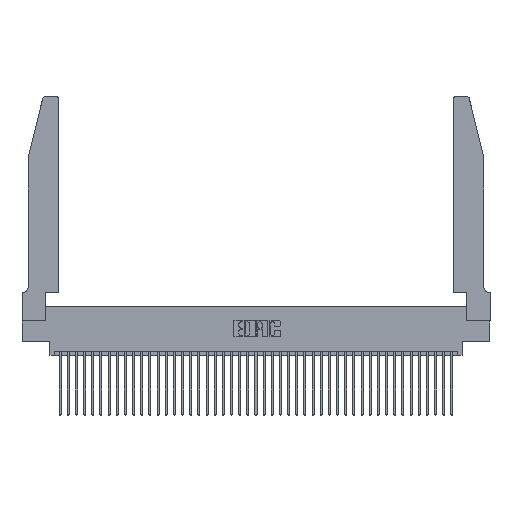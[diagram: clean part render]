
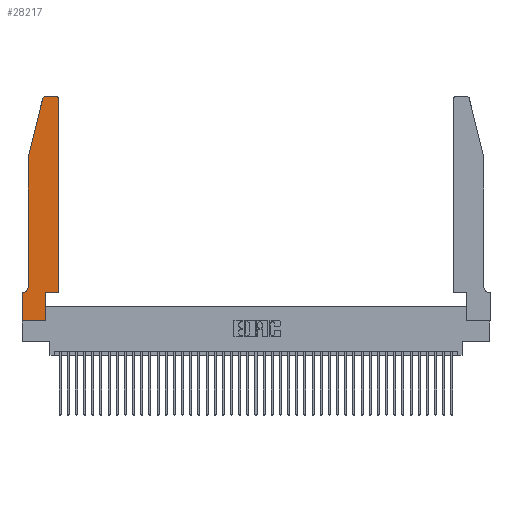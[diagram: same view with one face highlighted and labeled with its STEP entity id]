
A CAD part, top view. The second image highlights one B-rep face of the part: STEP entity #28217.
In plain terms, the highlighted planar face has unit normal (0, 0, 1).
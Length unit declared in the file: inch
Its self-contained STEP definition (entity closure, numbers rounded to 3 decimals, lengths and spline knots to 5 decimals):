
#20 = CARTESIAN_POINT ( 'NONE',  ( 0.284, 2.75, 0.37 ) ) ;
#454 = EDGE_CURVE ( 'NONE', #29812, #25353, #32289, .T. ) ;
#1022 = VERTEX_POINT ( 'NONE', #7421 ) ;
#1862 = VERTEX_POINT ( 'NONE', #12265 ) ;
#2195 = ORIENTED_EDGE ( 'NONE', *, *, #22700, .T. ) ;
#2714 = CARTESIAN_POINT ( 'NONE',  ( 0., 0., 0.37 ) ) ;
#3234 = CARTESIAN_POINT ( 'NONE',  ( 0.284, 2.72, 0.37 ) ) ;
#3988 = LINE ( 'NONE', #11385, #28111 ) ;
#5114 = EDGE_CURVE ( 'NONE', #22543, #19763, #27821, .T. ) ;
#5136 = VECTOR ( 'NONE', #40416, 39.37008 ) ;
#5187 = CARTESIAN_POINT ( 'NONE',  ( 0.0755, 0.42, 0.37 ) ) ;
#6167 = DIRECTION ( 'NONE',  ( 1., 0., 0. ) ) ;
#6458 = EDGE_CURVE ( 'NONE', #1022, #29477, #17898, .T. ) ;
#6531 = DIRECTION ( 'NONE',  ( 1., 0., 0. ) ) ;
#7001 = VECTOR ( 'NONE', #12910, 39.37008 ) ;
#7196 = VECTOR ( 'NONE', #25649, 39.37008 ) ;
#7421 = CARTESIAN_POINT ( 'NONE',  ( 0., 0., 0.37 ) ) ;
#7426 = DIRECTION ( 'NONE',  ( 0., 0., -1. ) ) ;
#7516 = DIRECTION ( 'NONE',  ( 0., 1., 0. ) ) ;
#8342 = EDGE_CURVE ( 'NONE', #30514, #1862, #32099, .T. ) ;
#9418 = CARTESIAN_POINT ( 'NONE',  ( 0.4205, 2.75, 0.37 ) ) ;
#9657 = CARTESIAN_POINT ( 'NONE',  ( 0.0755, 0.35, 0.37 ) ) ;
#9983 = VERTEX_POINT ( 'NONE', #37843 ) ;
#11385 = CARTESIAN_POINT ( 'NONE',  ( 0.0755, 2., 0.37 ) ) ;
#12265 = CARTESIAN_POINT ( 'NONE',  ( 0.4505, 0.35, 0.37 ) ) ;
#12910 = DIRECTION ( 'NONE',  ( -1., 0., 0. ) ) ;
#13285 = EDGE_CURVE ( 'NONE', #25353, #36761, #18637, .T. ) ;
#13517 = DIRECTION ( 'NONE',  ( 0., 0., 1. ) ) ;
#14181 = VECTOR ( 'NONE', #26943, 39.37008 ) ;
#14796 = VERTEX_POINT ( 'NONE', #21318 ) ;
#15868 = EDGE_CURVE ( 'NONE', #14796, #29812, #29818, .T. ) ;
#15884 = CARTESIAN_POINT ( 'NONE',  ( 0., 0.35, 0.37 ) ) ;
#16147 = ORIENTED_EDGE ( 'NONE', *, *, #15868, .T. ) ;
#16178 = LINE ( 'NONE', #40169, #24935 ) ;
#16881 = VECTOR ( 'NONE', #20165, 39.37008 ) ;
#16918 = LINE ( 'NONE', #2714, #7196 ) ;
#17853 = AXIS2_PLACEMENT_3D ( 'NONE', #15884, #25801, #6167 ) ;
#17898 = LINE ( 'NONE', #20467, #16881 ) ;
#18637 = CIRCLE ( 'NONE', #39611, 0.03 ) ;
#18982 = ORIENTED_EDGE ( 'NONE', *, *, #454, .T. ) ;
#19763 = VERTEX_POINT ( 'NONE', #37330 ) ;
#20165 = DIRECTION ( 'NONE',  ( 1., 0., 0. ) ) ;
#20378 = CARTESIAN_POINT ( 'NONE',  ( 0.2865, 0., 0.37 ) ) ;
#20467 = CARTESIAN_POINT ( 'NONE',  ( 0., 0., 0.37 ) ) ;
#21318 = CARTESIAN_POINT ( 'NONE',  ( 0.4505, 2.72, 0.37 ) ) ;
#21531 = ORIENTED_EDGE ( 'NONE', *, *, #6458, .T. ) ;
#21961 = VERTEX_POINT ( 'NONE', #35299 ) ;
#22473 = PLANE ( 'NONE',  #17853 ) ;
#22543 = VERTEX_POINT ( 'NONE', #5187 ) ;
#22700 = EDGE_CURVE ( 'NONE', #9983, #1022, #16918, .T. ) ;
#22898 = VECTOR ( 'NONE', #31018, 39.37008 ) ;
#23650 = CARTESIAN_POINT ( 'NONE',  ( 0.2865, 0.35, 0.37 ) ) ;
#23896 = FACE_OUTER_BOUND ( 'NONE', #37009, .T. ) ;
#23934 = LINE ( 'NONE', #23650, #14181 ) ;
#23964 = LINE ( 'NONE', #27749, #22898 ) ;
#24935 = VECTOR ( 'NONE', #7516, 39.37008 ) ;
#24980 = EDGE_CURVE ( 'NONE', #21961, #22543, #3988, .T. ) ;
#25117 = AXIS2_PLACEMENT_3D ( 'NONE', #33171, #13517, #36447 ) ;
#25353 = VERTEX_POINT ( 'NONE', #20 ) ;
#25649 = DIRECTION ( 'NONE',  ( 0., -1., 0. ) ) ;
#25801 = DIRECTION ( 'NONE',  ( 0., 0., 1. ) ) ;
#26179 = DIRECTION ( 'NONE',  ( 0., 0., 1. ) ) ;
#26943 = DIRECTION ( 'NONE',  ( 0., 1., 0. ) ) ;
#27064 = CARTESIAN_POINT ( 'NONE',  ( 0.0055, 0.42, 0.37 ) ) ;
#27733 = DIRECTION ( 'NONE',  ( 0., -1., 0. ) ) ;
#27749 = CARTESIAN_POINT ( 'NONE',  ( 0.0755, 2., 0.37 ) ) ;
#27821 = CIRCLE ( 'NONE', #35136, 0.07 ) ;
#28111 = VECTOR ( 'NONE', #27733, 39.37008 ) ;
#28217 = ADVANCED_FACE ( 'NONE', ( #23896 ), #22473, .T. ) ;
#28576 = ORIENTED_EDGE ( 'NONE', *, *, #13285, .T. ) ;
#29477 = VERTEX_POINT ( 'NONE', #20378 ) ;
#29812 = VERTEX_POINT ( 'NONE', #9418 ) ;
#29818 = CIRCLE ( 'NONE', #25117, 0.03 ) ;
#29892 = ORIENTED_EDGE ( 'NONE', *, *, #24980, .T. ) ;
#30343 = DIRECTION ( 'NONE',  ( -1., 0., 0. ) ) ;
#30514 = VERTEX_POINT ( 'NONE', #35704 ) ;
#31018 = DIRECTION ( 'NONE',  ( -0.239, -0.971, 0. ) ) ;
#31083 = VECTOR ( 'NONE', #36101, 39.37008 ) ;
#31145 = ORIENTED_EDGE ( 'NONE', *, *, #35013, .T. ) ;
#31518 = ORIENTED_EDGE ( 'NONE', *, *, #5114, .T. ) ;
#32099 = LINE ( 'NONE', #39410, #31083 ) ;
#32289 = LINE ( 'NONE', #37257, #5136 ) ;
#33171 = CARTESIAN_POINT ( 'NONE',  ( 0.4205, 2.72, 0.37 ) ) ;
#34202 = LINE ( 'NONE', #9657, #7001 ) ;
#35013 = EDGE_CURVE ( 'NONE', #29477, #30514, #23934, .T. ) ;
#35136 = AXIS2_PLACEMENT_3D ( 'NONE', #27064, #7426, #30343 ) ;
#35299 = CARTESIAN_POINT ( 'NONE',  ( 0.0755, 2., 0.37 ) ) ;
#35704 = CARTESIAN_POINT ( 'NONE',  ( 0.2865, 0.35, 0.37 ) ) ;
#36086 = EDGE_CURVE ( 'NONE', #36761, #21961, #23964, .T. ) ;
#36101 = DIRECTION ( 'NONE',  ( 1., 0., 0. ) ) ;
#36279 = EDGE_CURVE ( 'NONE', #19763, #9983, #34202, .T. ) ;
#36447 = DIRECTION ( 'NONE',  ( 1., 0., 0. ) ) ;
#36515 = EDGE_CURVE ( 'NONE', #1862, #14796, #16178, .T. ) ;
#36761 = VERTEX_POINT ( 'NONE', #41429 ) ;
#37009 = EDGE_LOOP ( 'NONE', ( #18982, #28576, #37384, #29892, #31518, #40459, #2195, #21531, #31145, #39955, #40688, #16147 ) ) ;
#37257 = CARTESIAN_POINT ( 'NONE',  ( 0.2605, 2.75, 0.37 ) ) ;
#37330 = CARTESIAN_POINT ( 'NONE',  ( 0.0055, 0.35, 0.37 ) ) ;
#37384 = ORIENTED_EDGE ( 'NONE', *, *, #36086, .T. ) ;
#37843 = CARTESIAN_POINT ( 'NONE',  ( 0., 0.35, 0.37 ) ) ;
#39410 = CARTESIAN_POINT ( 'NONE',  ( 0.4505, 0.35, 0.37 ) ) ;
#39611 = AXIS2_PLACEMENT_3D ( 'NONE', #3234, #26179, #6531 ) ;
#39955 = ORIENTED_EDGE ( 'NONE', *, *, #8342, .T. ) ;
#40169 = CARTESIAN_POINT ( 'NONE',  ( 0.4505, 0.35, 0.37 ) ) ;
#40416 = DIRECTION ( 'NONE',  ( -1., 0., 0. ) ) ;
#40459 = ORIENTED_EDGE ( 'NONE', *, *, #36279, .T. ) ;
#40688 = ORIENTED_EDGE ( 'NONE', *, *, #36515, .T. ) ;
#41429 = CARTESIAN_POINT ( 'NONE',  ( 0.25487, 2.72718, 0.37 ) ) ;
